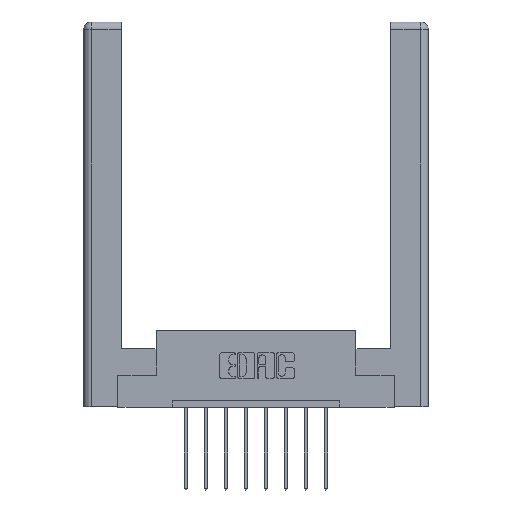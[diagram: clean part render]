
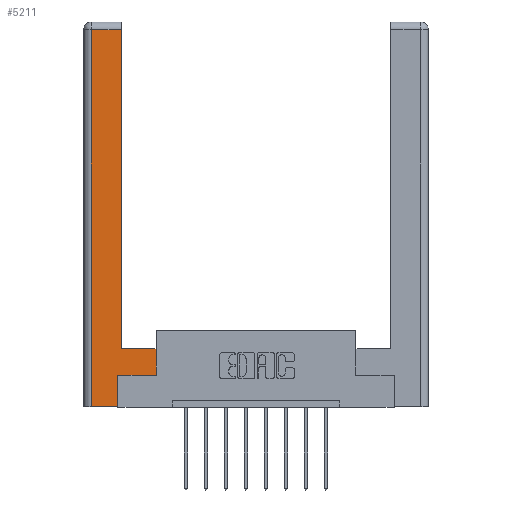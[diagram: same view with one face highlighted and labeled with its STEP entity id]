
A CAD part, top view. The second image highlights one B-rep face of the part: STEP entity #5211.
In plain terms, the highlighted planar face has unit normal (0, 0, 1).
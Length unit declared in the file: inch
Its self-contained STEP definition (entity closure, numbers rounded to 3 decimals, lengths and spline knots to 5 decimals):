
#272 = EDGE_CURVE ( 'NONE', #2620, #6548, #3227, .T. ) ;
#831 = LINE ( 'NONE', #1434, #6772 ) ;
#861 = ORIENTED_EDGE ( 'NONE', *, *, #5572, .T. ) ;
#1013 = VERTEX_POINT ( 'NONE', #4833 ) ;
#1051 = LINE ( 'NONE', #10154, #3390 ) ;
#1434 = CARTESIAN_POINT ( 'NONE',  ( 0.295, 0.45, 0. ) ) ;
#1459 = FACE_OUTER_BOUND ( 'NONE', #10683, .T. ) ;
#1613 = EDGE_CURVE ( 'NONE', #1903, #2990, #2709, .T. ) ;
#1712 = VECTOR ( 'NONE', #6205, 39.37008 ) ;
#1903 = VERTEX_POINT ( 'NONE', #10598 ) ;
#1944 = CARTESIAN_POINT ( 'NONE',  ( 0.265, 0., 0. ) ) ;
#2175 = ORIENTED_EDGE ( 'NONE', *, *, #1613, .T. ) ;
#2357 = ORIENTED_EDGE ( 'NONE', *, *, #6221, .T. ) ;
#2620 = VERTEX_POINT ( 'NONE', #10949 ) ;
#2709 = LINE ( 'NONE', #11084, #7426 ) ;
#2758 = LINE ( 'NONE', #1944, #12025 ) ;
#2990 = VERTEX_POINT ( 'NONE', #4807 ) ;
#3077 = ORIENTED_EDGE ( 'NONE', *, *, #7511, .T. ) ;
#3227 = LINE ( 'NONE', #11103, #6507 ) ;
#3390 = VECTOR ( 'NONE', #6055, 39.37008 ) ;
#3714 = EDGE_CURVE ( 'NONE', #6548, #1013, #7924, .T. ) ;
#3742 = VERTEX_POINT ( 'NONE', #4368 ) ;
#3966 = VECTOR ( 'NONE', #11547, 39.37008 ) ;
#4368 = CARTESIAN_POINT ( 'NONE',  ( 0.565, 0.45, 0. ) ) ;
#4399 = DIRECTION ( 'NONE',  ( -1., 0., 0. ) ) ;
#4677 = CARTESIAN_POINT ( 'NONE',  ( 0.565, 0.245, 0. ) ) ;
#4740 = AXIS2_PLACEMENT_3D ( 'NONE', #9524, #12549, #4399 ) ;
#4757 = LINE ( 'NONE', #8416, #3966 ) ;
#4807 = CARTESIAN_POINT ( 'NONE',  ( 0.265, 0.245, 0. ) ) ;
#4833 = CARTESIAN_POINT ( 'NONE',  ( 0.0615, 2.94, 0. ) ) ;
#4963 = ORIENTED_EDGE ( 'NONE', *, *, #3714, .T. ) ;
#5211 = ADVANCED_FACE ( 'NONE', ( #1459 ), #5356, .F. ) ;
#5356 = PLANE ( 'NONE',  #4740 ) ;
#5405 = CARTESIAN_POINT ( 'NONE',  ( 0.0615, 2.94, 0. ) ) ;
#5572 = EDGE_CURVE ( 'NONE', #1013, #8495, #4757, .T. ) ;
#5574 = DIRECTION ( 'NONE',  ( 1., 0., 0. ) ) ;
#6055 = DIRECTION ( 'NONE',  ( 1., 0., 0. ) ) ;
#6205 = DIRECTION ( 'NONE',  ( 0., 1., 0. ) ) ;
#6221 = EDGE_CURVE ( 'NONE', #3742, #2620, #831, .T. ) ;
#6507 = VECTOR ( 'NONE', #11147, 39.37008 ) ;
#6548 = VERTEX_POINT ( 'NONE', #7350 ) ;
#6738 = LINE ( 'NONE', #7222, #1712 ) ;
#6772 = VECTOR ( 'NONE', #10402, 39.37008 ) ;
#7222 = CARTESIAN_POINT ( 'NONE',  ( 0.565, 0.45, 0. ) ) ;
#7350 = CARTESIAN_POINT ( 'NONE',  ( 0.295, 2.94, 0. ) ) ;
#7395 = CARTESIAN_POINT ( 'NONE',  ( 0.0615, 0., 0. ) ) ;
#7426 = VECTOR ( 'NONE', #12066, 39.37008 ) ;
#7511 = EDGE_CURVE ( 'NONE', #8615, #3742, #6738, .T. ) ;
#7924 = LINE ( 'NONE', #5405, #8079 ) ;
#8079 = VECTOR ( 'NONE', #8523, 39.37008 ) ;
#8416 = CARTESIAN_POINT ( 'NONE',  ( 0.0615, 0., 0. ) ) ;
#8495 = VERTEX_POINT ( 'NONE', #7395 ) ;
#8523 = DIRECTION ( 'NONE',  ( -1., 0., 0. ) ) ;
#8615 = VERTEX_POINT ( 'NONE', #4677 ) ;
#9249 = EDGE_CURVE ( 'NONE', #8495, #1903, #2758, .T. ) ;
#9454 = EDGE_CURVE ( 'NONE', #2990, #8615, #1051, .T. ) ;
#9524 = CARTESIAN_POINT ( 'NONE',  ( 0., 0., 0. ) ) ;
#10154 = CARTESIAN_POINT ( 'NONE',  ( 0.565, 0.245, 0. ) ) ;
#10402 = DIRECTION ( 'NONE',  ( -1., 0., 0. ) ) ;
#10598 = CARTESIAN_POINT ( 'NONE',  ( 0.265, 0., 0. ) ) ;
#10683 = EDGE_LOOP ( 'NONE', ( #12991, #4963, #861, #11786, #2175, #12369, #3077, #2357 ) ) ;
#10949 = CARTESIAN_POINT ( 'NONE',  ( 0.295, 0.45, 0. ) ) ;
#11084 = CARTESIAN_POINT ( 'NONE',  ( 0.265, 0.245, 0. ) ) ;
#11103 = CARTESIAN_POINT ( 'NONE',  ( 0.295, 3., 0. ) ) ;
#11147 = DIRECTION ( 'NONE',  ( 0., 1., 0. ) ) ;
#11547 = DIRECTION ( 'NONE',  ( 0., -1., 0. ) ) ;
#11786 = ORIENTED_EDGE ( 'NONE', *, *, #9249, .T. ) ;
#12025 = VECTOR ( 'NONE', #5574, 39.37008 ) ;
#12066 = DIRECTION ( 'NONE',  ( 0., 1., 0. ) ) ;
#12369 = ORIENTED_EDGE ( 'NONE', *, *, #9454, .T. ) ;
#12549 = DIRECTION ( 'NONE',  ( 0., 0., -1. ) ) ;
#12991 = ORIENTED_EDGE ( 'NONE', *, *, #272, .T. ) ;
